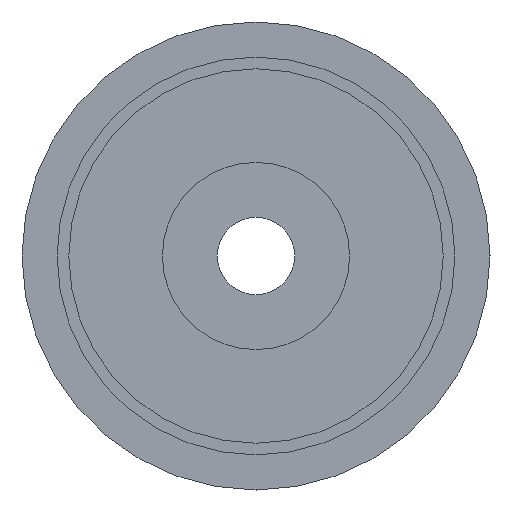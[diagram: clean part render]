
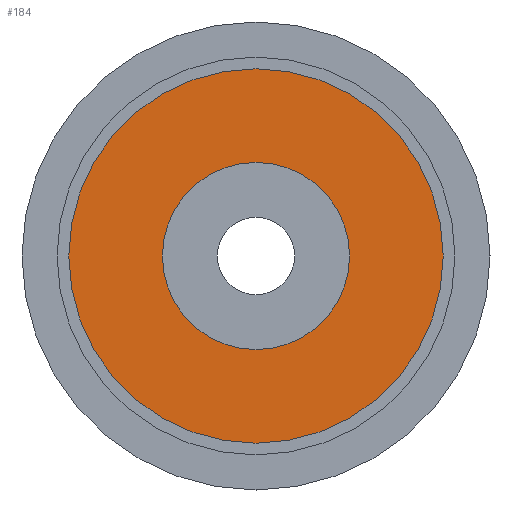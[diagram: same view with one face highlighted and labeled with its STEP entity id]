
A CAD part, front view. The second image highlights one B-rep face of the part: STEP entity #184.
In plain terms, the highlighted planar face has unit normal (0, -1, 0).
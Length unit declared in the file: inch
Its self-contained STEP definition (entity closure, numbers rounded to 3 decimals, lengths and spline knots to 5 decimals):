
#4 = EDGE_CURVE ( 'NONE', #102, #104, #586, .T. ) ;
#11 = CARTESIAN_POINT ( 'NONE',  ( 0., -0.23622, 0. ) ) ;
#28 = CARTESIAN_POINT ( 'NONE',  ( 0., -0.23622, 0.31496 ) ) ;
#37 = AXIS2_PLACEMENT_3D ( 'NONE', #251, #596, #356 ) ;
#44 = CARTESIAN_POINT ( 'NONE',  ( 0., -0.23622, -0.31496 ) ) ;
#47 = ORIENTED_EDGE ( 'NONE', *, *, #597, .T. ) ;
#60 = CIRCLE ( 'NONE', #332, 0.31496 ) ;
#65 = CARTESIAN_POINT ( 'NONE',  ( 0., -0.23622, 0.15748 ) ) ;
#67 = DIRECTION ( 'NONE',  ( 0., 1., 0. ) ) ;
#72 = DIRECTION ( 'NONE',  ( 0., 0., -1. ) ) ;
#102 = VERTEX_POINT ( 'NONE', #325 ) ;
#104 = VERTEX_POINT ( 'NONE', #65 ) ;
#130 = CIRCLE ( 'NONE', #37, 0.31496 ) ;
#136 = PLANE ( 'NONE',  #159 ) ;
#148 = AXIS2_PLACEMENT_3D ( 'NONE', #560, #67, #379 ) ;
#159 = AXIS2_PLACEMENT_3D ( 'NONE', #340, #333, #72 ) ;
#161 = EDGE_LOOP ( 'NONE', ( #385, #498 ) ) ;
#162 = DIRECTION ( 'NONE',  ( 0., 1., 0. ) ) ;
#184 = ADVANCED_FACE ( 'NONE', ( #442, #191 ), #136, .T. ) ;
#191 = FACE_OUTER_BOUND ( 'NONE', #416, .T. ) ;
#251 = CARTESIAN_POINT ( 'NONE',  ( 0., -0.23622, 0. ) ) ;
#289 = DIRECTION ( 'NONE',  ( 0., -1., 0. ) ) ;
#325 = CARTESIAN_POINT ( 'NONE',  ( 0., -0.23622, -0.15748 ) ) ;
#332 = AXIS2_PLACEMENT_3D ( 'NONE', #343, #289, #561 ) ;
#333 = DIRECTION ( 'NONE',  ( 0., -1., 0. ) ) ;
#340 = CARTESIAN_POINT ( 'NONE',  ( 0., -0.23622, 0. ) ) ;
#342 = ORIENTED_EDGE ( 'NONE', *, *, #682, .T. ) ;
#343 = CARTESIAN_POINT ( 'NONE',  ( 0., -0.23622, 0. ) ) ;
#356 = DIRECTION ( 'NONE',  ( 0., 0., 1. ) ) ;
#379 = DIRECTION ( 'NONE',  ( 0., 0., 1. ) ) ;
#385 = ORIENTED_EDGE ( 'NONE', *, *, #641, .T. ) ;
#416 = EDGE_LOOP ( 'NONE', ( #342, #47 ) ) ;
#442 = FACE_BOUND ( 'NONE', #161, .T. ) ;
#498 = ORIENTED_EDGE ( 'NONE', *, *, #4, .T. ) ;
#502 = AXIS2_PLACEMENT_3D ( 'NONE', #11, #162, #664 ) ;
#548 = CIRCLE ( 'NONE', #502, 0.15748 ) ;
#560 = CARTESIAN_POINT ( 'NONE',  ( 0., -0.23622, 0. ) ) ;
#561 = DIRECTION ( 'NONE',  ( 0., 0., 1. ) ) ;
#584 = VERTEX_POINT ( 'NONE', #28 ) ;
#586 = CIRCLE ( 'NONE', #148, 0.15748 ) ;
#596 = DIRECTION ( 'NONE',  ( 0., -1., 0. ) ) ;
#597 = EDGE_CURVE ( 'NONE', #677, #584, #60, .T. ) ;
#641 = EDGE_CURVE ( 'NONE', #104, #102, #548, .T. ) ;
#664 = DIRECTION ( 'NONE',  ( 0., 0., 1. ) ) ;
#677 = VERTEX_POINT ( 'NONE', #44 ) ;
#682 = EDGE_CURVE ( 'NONE', #584, #677, #130, .T. ) ;
